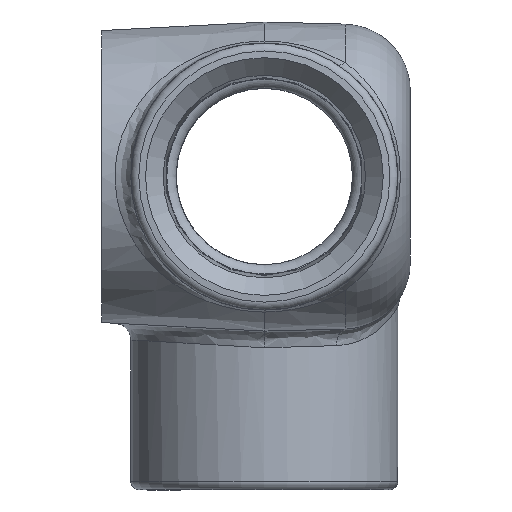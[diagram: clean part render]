
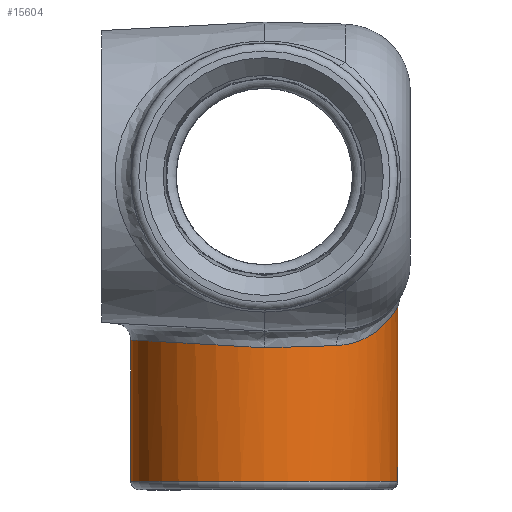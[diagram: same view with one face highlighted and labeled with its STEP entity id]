
A CAD part, left-side view. The second image highlights one B-rep face of the part: STEP entity #15604.
In plain terms, the highlighted cylindrical face has radius 25.4 mm (diameter 50.8 mm), a full revolution.
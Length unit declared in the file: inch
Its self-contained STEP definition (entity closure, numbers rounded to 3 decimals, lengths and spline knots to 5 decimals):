
#57=ELLIPSE('',#16343,1.00043,1.);
#58=ELLIPSE('',#16344,1.00174,1.);
#59=ELLIPSE('',#16345,1.00043,1.);
#60=ELLIPSE('',#16346,1.00043,1.);
#111=CYLINDRICAL_SURFACE('',#16342,1.);
#230=CIRCLE('',#16338,1.);
#231=CIRCLE('',#16339,1.);
#232=CIRCLE('',#16340,1.);
#809=B_SPLINE_CURVE_WITH_KNOTS('',3,(#27468,#27469,#27470,#27471,#27472,
#27473,#27474,#27475,#27476,#27477,#27478,#27479,#27480),.UNSPECIFIED.,
 .F.,.F.,(4,1,1,1,1,1,1,1,1,1,4),(-5.93048,-5.08327,-4.23606,
-3.81245,-3.38885,-2.82404,-2.54163,
-2.25923,-1.69442,-0.84721,0.),
 .UNSPECIFIED.);
#1929=FACE_OUTER_BOUND('',#2832,.T.);
#2832=EDGE_LOOP('',(#13904,#13905,#13906,#13907,#13908,#13909,#13910,#13911,
#13912,#13913));
#4400=LINE('',#27482,#5935);
#5935=VECTOR('',#19263,1.);
#7405=VERTEX_POINT('',#27451);
#7406=VERTEX_POINT('',#27453);
#7407=VERTEX_POINT('',#27455);
#7408=VERTEX_POINT('',#27460);
#7409=VERTEX_POINT('',#27461);
#7410=VERTEX_POINT('',#27463);
#7411=VERTEX_POINT('',#27465);
#7412=VERTEX_POINT('',#27467);
#9608=EDGE_CURVE('',#7405,#7406,#230,.T.);
#9609=EDGE_CURVE('',#7406,#7407,#231,.T.);
#9610=EDGE_CURVE('',#7407,#7405,#232,.T.);
#9612=EDGE_CURVE('',#7408,#7409,#57,.T.);
#9613=EDGE_CURVE('',#7410,#7408,#58,.T.);
#9614=EDGE_CURVE('',#7411,#7410,#59,.T.);
#9615=EDGE_CURVE('',#7412,#7411,#809,.T.);
#9616=EDGE_CURVE('',#7409,#7412,#60,.T.);
#9617=EDGE_CURVE('',#7409,#7406,#4400,.T.);
#13904=ORIENTED_EDGE('',*,*,#9612,.F.);
#13905=ORIENTED_EDGE('',*,*,#9613,.F.);
#13906=ORIENTED_EDGE('',*,*,#9614,.F.);
#13907=ORIENTED_EDGE('',*,*,#9615,.F.);
#13908=ORIENTED_EDGE('',*,*,#9616,.F.);
#13909=ORIENTED_EDGE('',*,*,#9617,.T.);
#13910=ORIENTED_EDGE('',*,*,#9608,.F.);
#13911=ORIENTED_EDGE('',*,*,#9610,.F.);
#13912=ORIENTED_EDGE('',*,*,#9609,.F.);
#13913=ORIENTED_EDGE('',*,*,#9617,.F.);
#15604=ADVANCED_FACE('',(#1929),#111,.T.);
#16338=AXIS2_PLACEMENT_3D('',#27454,#19245,#19246);
#16339=AXIS2_PLACEMENT_3D('',#27456,#19247,#19248);
#16340=AXIS2_PLACEMENT_3D('',#27457,#19249,#19250);
#16342=AXIS2_PLACEMENT_3D('',#27459,#19253,#19254);
#16343=AXIS2_PLACEMENT_3D('',#27462,#19255,#19256);
#16344=AXIS2_PLACEMENT_3D('',#27464,#19257,#19258);
#16345=AXIS2_PLACEMENT_3D('',#27466,#19259,#19260);
#16346=AXIS2_PLACEMENT_3D('',#27481,#19261,#19262);
#19245=DIRECTION('center_axis',(0.,0.,-1.));
#19246=DIRECTION('ref_axis',(0.,-1.,0.));
#19247=DIRECTION('center_axis',(0.,0.,-1.));
#19248=DIRECTION('ref_axis',(0.,-1.,0.));
#19249=DIRECTION('center_axis',(0.,0.,-1.));
#19250=DIRECTION('ref_axis',(0.,-1.,0.));
#19253=DIRECTION('center_axis',(0.,0.,1.));
#19254=DIRECTION('ref_axis',(1.,0.,0.));
#19255=DIRECTION('center_axis',(0.,0.029,
1.));
#19256=DIRECTION('ref_axis',(0.,-1.,0.029));
#19257=DIRECTION('center_axis',(0.,-0.059,
0.998));
#19258=DIRECTION('ref_axis',(0.,0.998,0.059));
#19259=DIRECTION('center_axis',(0.,0.029,
1.));
#19260=DIRECTION('ref_axis',(0.,-1.,0.029));
#19261=DIRECTION('center_axis',(0.,0.029,
1.));
#19262=DIRECTION('ref_axis',(0.,-1.,0.029));
#19263=DIRECTION('',(0.,0.,-1.));
#27451=CARTESIAN_POINT('',(1.,-1.21875,-2.28307));
#27453=CARTESIAN_POINT('',(-1.,-1.21875,-2.28307));
#27454=CARTESIAN_POINT('Origin',(0.,-1.21875,-2.28307));
#27455=CARTESIAN_POINT('',(0.,-0.21875,-2.28307));
#27456=CARTESIAN_POINT('Origin',(0.,-1.21875,-2.28307));
#27457=CARTESIAN_POINT('Origin',(0.,-1.21875,-2.28307));
#27459=CARTESIAN_POINT('Origin',(0.,-1.21875,-2.34238));
#27460=CARTESIAN_POINT('',(-1.,-1.21729,-1.28271));
#27461=CARTESIAN_POINT('',(-1.,-1.21875,-1.28266));
#27462=CARTESIAN_POINT('Origin',(0.,-1.21875,-1.28266));
#27463=CARTESIAN_POINT('',(1.,-1.21729,-1.28271));
#27464=CARTESIAN_POINT('Origin',(0.,-1.21875,-1.28279));
#27465=CARTESIAN_POINT('',(0.84017,-1.76107,-1.26669));
#27466=CARTESIAN_POINT('Origin',(0.,-1.21875,-1.28266));
#27467=CARTESIAN_POINT('',(-0.84017,-1.76107,-1.26669));
#27468=CARTESIAN_POINT('Ctrl Pts',(-0.84017,-1.76107,
-1.26669));
#27469=CARTESIAN_POINT('Ctrl Pts',(-0.78659,-1.84408,
-1.26424));
#27470=CARTESIAN_POINT('Ctrl Pts',(-0.65563,-1.99156,
-1.21847));
#27471=CARTESIAN_POINT('Ctrl Pts',(-0.45932,-2.11516,
-1.11565));
#27472=CARTESIAN_POINT('Ctrl Pts',(-0.28671,-2.18013,
-1.035));
#27473=CARTESIAN_POINT('Ctrl Pts',(-0.13279,-2.21478,
-0.97938));
#27474=CARTESIAN_POINT('Ctrl Pts',(0.01701,-2.22249,
-0.9641));
#27475=CARTESIAN_POINT('Ctrl Pts',(0.14716,-2.20941,-0.988));
#27476=CARTESIAN_POINT('Ctrl Pts',(0.27185,-2.18469,
-1.02788));
#27477=CARTESIAN_POINT('Ctrl Pts',(0.4463,-2.12334,
-1.10912));
#27478=CARTESIAN_POINT('Ctrl Pts',(0.6556,-1.9916,
-1.21828));
#27479=CARTESIAN_POINT('Ctrl Pts',(0.78659,-1.84408,
-1.26424));
#27480=CARTESIAN_POINT('Ctrl Pts',(0.84017,-1.76107,
-1.26669));
#27481=CARTESIAN_POINT('Origin',(0.,-1.21875,-1.28266));
#27482=CARTESIAN_POINT('',(-1.,-1.21875,-2.34238));
